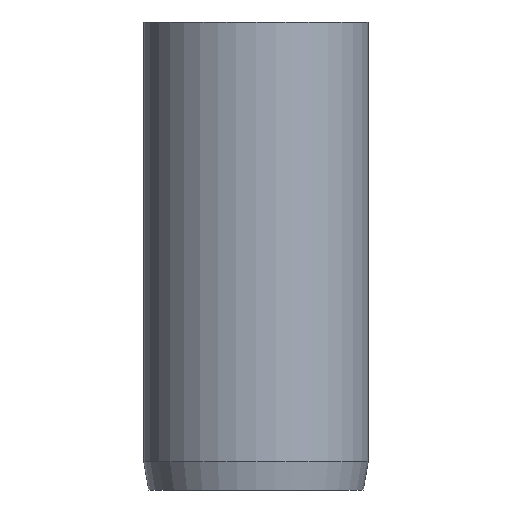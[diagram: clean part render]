
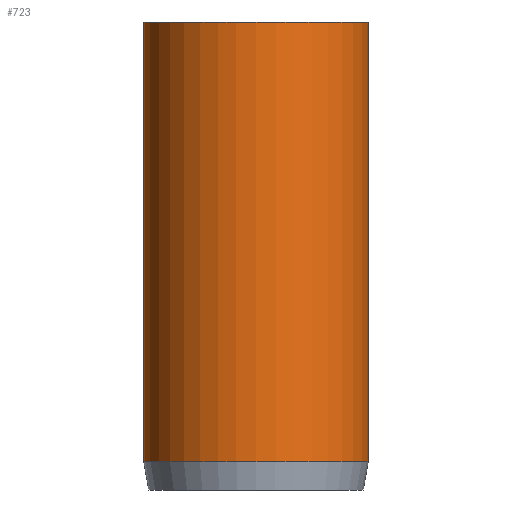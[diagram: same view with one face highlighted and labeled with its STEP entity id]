
A CAD part, front view. The second image highlights one B-rep face of the part: STEP entity #723.
In plain terms, the highlighted cylindrical face has radius 6 mm (diameter 12 mm), a partial arc.
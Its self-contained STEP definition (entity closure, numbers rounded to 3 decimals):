
#131 = VERTEX_POINT ( 'NONE', #494 ) ;
#146 = DIRECTION ( 'NONE',  ( 0., 0., 1. ) ) ;
#192 = CIRCLE ( 'NONE', #992, 6. ) ;
#194 = EDGE_CURVE ( 'NONE', #885, #356, #721, .T. ) ;
#212 = DIRECTION ( 'NONE',  ( 1., 0., 0. ) ) ;
#213 = DIRECTION ( 'NONE',  ( 0., 0., -1. ) ) ;
#232 = DIRECTION ( 'NONE',  ( 0., 0., -1. ) ) ;
#234 = VECTOR ( 'NONE', #232, 1000. ) ;
#261 = CIRCLE ( 'NONE', #866, 6. ) ;
#265 = ORIENTED_EDGE ( 'NONE', *, *, #1076, .F. ) ;
#274 = CARTESIAN_POINT ( 'NONE',  ( -6., 0., 25. ) ) ;
#317 = EDGE_CURVE ( 'NONE', #885, #862, #192, .T. ) ;
#318 = ORIENTED_EDGE ( 'NONE', *, *, #317, .F. ) ;
#338 = ORIENTED_EDGE ( 'NONE', *, *, #562, .T. ) ;
#341 = CARTESIAN_POINT ( 'NONE',  ( 0., 0., 25. ) ) ;
#356 = VERTEX_POINT ( 'NONE', #1074 ) ;
#377 = CARTESIAN_POINT ( 'NONE',  ( 0., 0., 25. ) ) ;
#380 = CARTESIAN_POINT ( 'NONE',  ( -6., 0., 25. ) ) ;
#396 = DIRECTION ( 'NONE',  ( 0., 0., 1. ) ) ;
#467 = CARTESIAN_POINT ( 'NONE',  ( 6., 0., 25. ) ) ;
#478 = ORIENTED_EDGE ( 'NONE', *, *, #194, .T. ) ;
#494 = CARTESIAN_POINT ( 'NONE',  ( 6., 0., 1.5 ) ) ;
#514 = FACE_OUTER_BOUND ( 'NONE', #717, .T. ) ;
#562 = EDGE_CURVE ( 'NONE', #356, #131, #261, .T. ) ;
#618 = DIRECTION ( 'NONE',  ( -1., 0., 0. ) ) ;
#671 = CARTESIAN_POINT ( 'NONE',  ( 0., 0., 1.5 ) ) ;
#707 = LINE ( 'NONE', #771, #234 ) ;
#717 = EDGE_LOOP ( 'NONE', ( #265, #318, #478, #338 ) ) ;
#721 = LINE ( 'NONE', #274, #780 ) ;
#723 = ADVANCED_FACE ( 'NONE', ( #514 ), #954, .T. ) ;
#729 = AXIS2_PLACEMENT_3D ( 'NONE', #341, #1047, #618 ) ;
#765 = DIRECTION ( 'NONE',  ( 1., 0., 0. ) ) ;
#771 = CARTESIAN_POINT ( 'NONE',  ( 6., 0., 25. ) ) ;
#780 = VECTOR ( 'NONE', #213, 1000. ) ;
#862 = VERTEX_POINT ( 'NONE', #467 ) ;
#866 = AXIS2_PLACEMENT_3D ( 'NONE', #671, #146, #765 ) ;
#885 = VERTEX_POINT ( 'NONE', #380 ) ;
#954 = CYLINDRICAL_SURFACE ( 'NONE', #729, 6. ) ;
#992 = AXIS2_PLACEMENT_3D ( 'NONE', #377, #396, #212 ) ;
#1047 = DIRECTION ( 'NONE',  ( 0., 0., -1. ) ) ;
#1074 = CARTESIAN_POINT ( 'NONE',  ( -6., 0., 1.5 ) ) ;
#1076 = EDGE_CURVE ( 'NONE', #862, #131, #707, .T. ) ;
